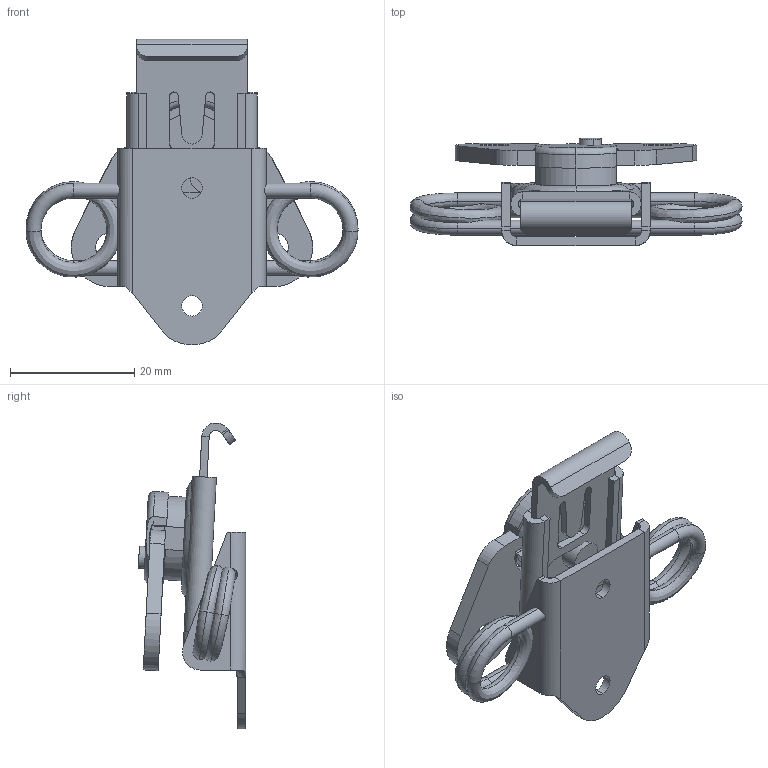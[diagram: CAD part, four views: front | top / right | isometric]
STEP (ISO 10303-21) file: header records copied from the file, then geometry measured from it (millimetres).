
FILE_DESCRIPTION (( 'STEP AP203' ), '1' );
FILE_NAME ('678EM1.step', '2005-07-28T15:26:38', ( 'David Mills' ), ( 'Haughton Design Ltd' ), 'SwSTEP 2.0', 'SolidWorks 2005143', '' );
FILE_SCHEMA (( 'CONFIG_CONTROL_DESIGN' ));
Length unit declared in the file: millimetre
Products named in the file (12): 650M; 650K; 678-1; 678-2; 678EM1; 650AM1; 650-4; 650C; 650P; 650N; 650B; 650L
Assembly tree (10 placements, depth 2):
  678EM1
    650K
    650B
    678-2
    650M
    650P
    678-1
    650N
    650C
    650AM1
    650-4
  650L
Bounding box: 53.5 x 17.31 x 49.3 mm (x, y, z)
Volume: 6017.1 mm3; surface area: 9500.8 mm2
Topology: 10 solids, 10 shells, 242 faces, 603 edges, 373 vertices
Faces by surface type: plane 114, cylinder 94, torus 21, bspline 13
Entity records: 11477 total; most frequent: CARTESIAN_POINT 4358, DIRECTION 1286, ORIENTED_EDGE 1202, EDGE_CURVE 601, AXIS2_PLACEMENT_3D 489, VERTEX_POINT 373, VECTOR 308, LINE 308
